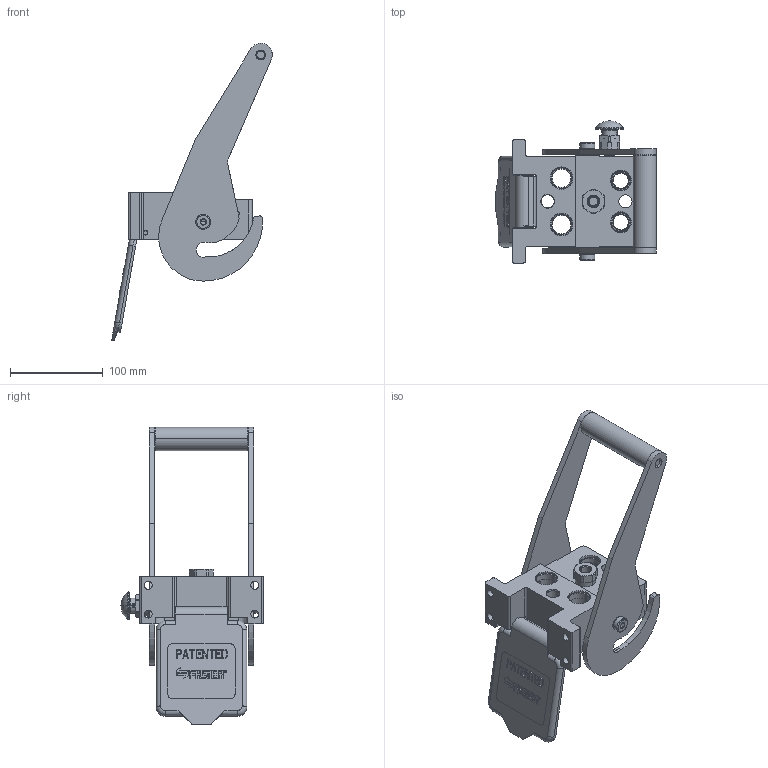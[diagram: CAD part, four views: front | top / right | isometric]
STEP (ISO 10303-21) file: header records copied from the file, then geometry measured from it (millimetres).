
FILE_DESCRIPTION (( 'STEP AP214' ), '1' );
FILE_NAME ('FASTER_DB.step', '2022-03-08T13:09:35', ( '' ), ( '' ), 'SwSTEP 2.0', 'SolidWorks 2017', '' );
FILE_SCHEMA (( 'AUTOMOTIVE_DESIGN' ));
Length unit declared in the file: millimetre
Products named in the file (29): A_2ffnb14_gas_f; 4820_001_0004_000; 4830_024_0002_010; 2ffnb14_gas_f; et011; 0048_042_0412_000; 4830_001_0005_301; 4830_001_0005_300; P5065_F_BASE; 4121_072_0000_200; 4830_020_5001_000; 0048_317_1000_000; 4830_025_1000_000; 4830_027_0000_002; 4830_024_0003_000; 4830_024_0002_020; 4830_070_0000_001; 4830_022_0000_011; curs_molla_14; or1_5x7_m; 4830_024_0003_000^4830_024_0003_000; 4121_014_0000_000; sicura_p5; 4810_001_0001_014; 4830_025_0000_001; 4830_025_2000_000; 4830_013_3000_020; FASTER_DB
Assembly tree (29 placements, depth 4):
  4830_024_0003_000^4830_024_0003_000
  FASTER_DB
    P5065_F_BASE
      4830_020_5001_000
      4830_025_1000_000
      4830_022_0000_011
      4830_070_0000_001
      4830_013_3000_020  x2
      4810_001_0001_014
      4820_001_0004_000
      4830_001_0005_300
      4830_001_0005_301
      0048_317_1000_000  x2
    A_2ffnb14_gas_f
      curs_molla_14
        4121_014_0000_000
        4121_072_0000_200
      2ffnb14_gas_f
        2ffnb14_gas_f
    4830_024_0003_000
      sicura_p5
        4830_025_0000_001
        or1_5x7_m
        0048_042_0412_000
      4830_027_0000_002
      4830_024_0002_010
      4830_024_0002_020
      4830_025_2000_000
    et011
Bounding box: 173.28 x 153.38 x 320.66 mm (x, y, z)
Volume: 205777.6 mm3; surface area: 217124.9 mm2
Topology: 18 solids, 41 shells, 2888 faces, 7530 edges, 4806 vertices
Faces by surface type: plane 1761, cylinder 548, bspline 212, cone 182, torus 154, sphere 31
Entity records: 116905 total; most frequent: CARTESIAN_POINT 45526, ORIENTED_EDGE 14555, DIRECTION 13324, EDGE_CURVE 7361, LINE 5222, VECTOR 5222, VERTEX_POINT 4729, AXIS2_PLACEMENT_3D 4051
